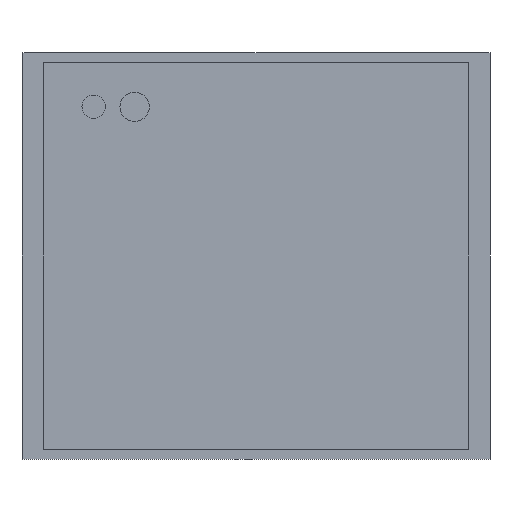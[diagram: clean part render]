
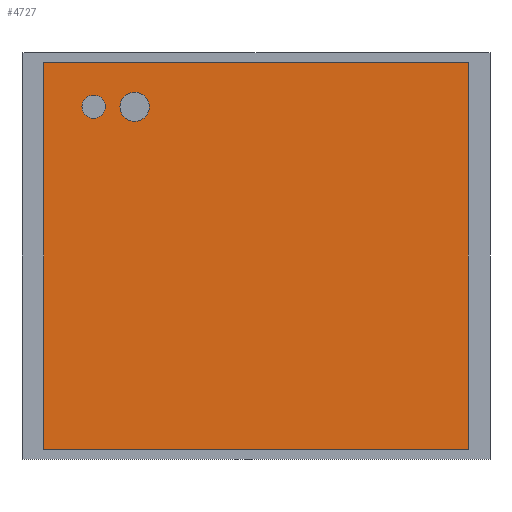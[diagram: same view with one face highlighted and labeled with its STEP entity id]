
A CAD part, front view. The second image highlights one B-rep face of the part: STEP entity #4727.
In plain terms, the highlighted planar face has unit normal (0, -1, 0).
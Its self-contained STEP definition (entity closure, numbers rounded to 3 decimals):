
#44=FACE_BOUND('',#455,.T.);
#45=FACE_BOUND('',#456,.T.);
#56=CIRCLE('',#5050,20.);
#58=CIRCLE('',#5054,25.);
#163=FACE_OUTER_BOUND('',#454,.T.);
#454=EDGE_LOOP('',(#3201,#3202,#3203,#3204));
#455=EDGE_LOOP('',(#3205));
#456=EDGE_LOOP('',(#3206));
#772=LINE('',#6753,#1402);
#774=LINE('',#6757,#1404);
#776=LINE('',#6761,#1406);
#778=LINE('',#6764,#1408);
#1402=VECTOR('',#5464,10.);
#1404=VECTOR('',#5468,10.);
#1406=VECTOR('',#5472,10.);
#1408=VECTOR('',#5476,10.);
#1998=VERTEX_POINT('',#6679);
#2000=VERTEX_POINT('',#6686);
#2021=VERTEX_POINT('',#6750);
#2022=VERTEX_POINT('',#6752);
#2023=VERTEX_POINT('',#6756);
#2024=VERTEX_POINT('',#6760);
#2447=EDGE_CURVE('',#1998,#1998,#56,.T.);
#2450=EDGE_CURVE('',#2000,#2000,#58,.T.);
#2480=EDGE_CURVE('',#2022,#2021,#772,.T.);
#2482=EDGE_CURVE('',#2023,#2022,#774,.T.);
#2484=EDGE_CURVE('',#2024,#2023,#776,.T.);
#2486=EDGE_CURVE('',#2021,#2024,#778,.T.);
#3201=ORIENTED_EDGE('',*,*,#2486,.T.);
#3202=ORIENTED_EDGE('',*,*,#2484,.T.);
#3203=ORIENTED_EDGE('',*,*,#2482,.T.);
#3204=ORIENTED_EDGE('',*,*,#2480,.T.);
#3205=ORIENTED_EDGE('',*,*,#2447,.T.);
#3206=ORIENTED_EDGE('',*,*,#2450,.T.);
#4454=PLANE('',#5071);
#4727=ADVANCED_FACE('',(#163,#44,#45),#4454,.T.);
#5050=AXIS2_PLACEMENT_3D('',#6681,#5398,#5399);
#5054=AXIS2_PLACEMENT_3D('',#6688,#5407,#5408);
#5071=AXIS2_PLACEMENT_3D('',#6765,#5477,#5478);
#5398=DIRECTION('center_axis',(0.,1.,0.));
#5399=DIRECTION('ref_axis',(1.,0.,0.));
#5407=DIRECTION('center_axis',(0.,1.,0.));
#5408=DIRECTION('ref_axis',(1.,0.,0.));
#5464=DIRECTION('',(0.,0.,-1.));
#5468=DIRECTION('',(-1.,0.,0.));
#5472=DIRECTION('',(0.,0.,1.));
#5476=DIRECTION('',(1.,0.,0.));
#5477=DIRECTION('center_axis',(0.,-1.,0.));
#5478=DIRECTION('ref_axis',(0.,0.,-1.));
#6679=CARTESIAN_POINT('',(-297.5,-370.,255.));
#6681=CARTESIAN_POINT('Origin',(-277.5,-370.,255.));
#6686=CARTESIAN_POINT('',(-232.5,-370.,255.));
#6688=CARTESIAN_POINT('Origin',(-207.5,-370.,255.));
#6750=CARTESIAN_POINT('',(-362.5,-370.,-330.));
#6752=CARTESIAN_POINT('',(-362.5,-370.,330.));
#6753=CARTESIAN_POINT('',(-362.5,-370.,-330.));
#6756=CARTESIAN_POINT('',(362.5,-370.,330.));
#6757=CARTESIAN_POINT('',(-362.5,-370.,330.));
#6760=CARTESIAN_POINT('',(362.5,-370.,-330.));
#6761=CARTESIAN_POINT('',(362.5,-370.,330.));
#6764=CARTESIAN_POINT('',(362.5,-370.,-330.));
#6765=CARTESIAN_POINT('Origin',(0.,-370.,0.));
